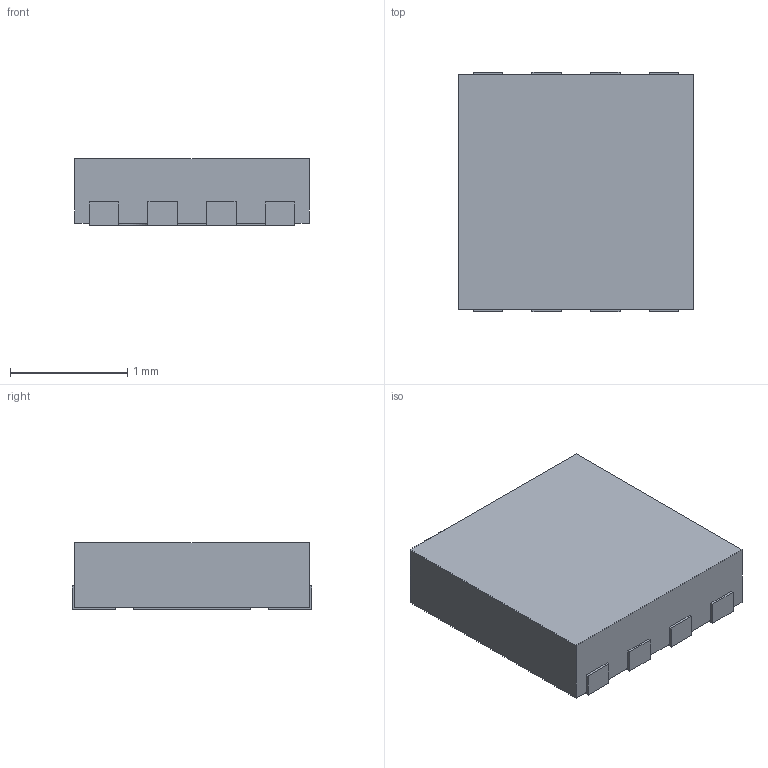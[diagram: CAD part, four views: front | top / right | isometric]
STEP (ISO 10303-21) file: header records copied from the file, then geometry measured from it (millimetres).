
FILE_DESCRIPTION (( 'STEP AP214' ), '1' );
FILE_NAME ('FCCAA61D-CE2F-4924-B152-D2238606B8B7.STEP', '2022-12-11T18:30:44', ( '' ), ( '' ), 'SwSTEP 2.0', 'SolidWorks 2022', '' );
FILE_SCHEMA (( 'AUTOMOTIVE_DESIGN' ));
Length unit declared in the file: millimetre
Products named in the file (1): FCCAA61D-CE2F-4924-B152-D2238606B8B7
Bounding box: 2 x 2.04 x 0.57 mm (x, y, z)
Volume: 2.3 mm3; surface area: 12.8 mm2
Topology: 1 solids, 1 shells, 61 faces, 174 edges, 116 vertices
Faces by surface type: plane 60, cylinder 1
Entity records: 2050 total; most frequent: CARTESIAN_POINT 352, ORIENTED_EDGE 348, DIRECTION 300, EDGE_CURVE 174, VECTOR 172, LINE 172, VERTEX_POINT 116, AXIS2_PLACEMENT_3D 64
